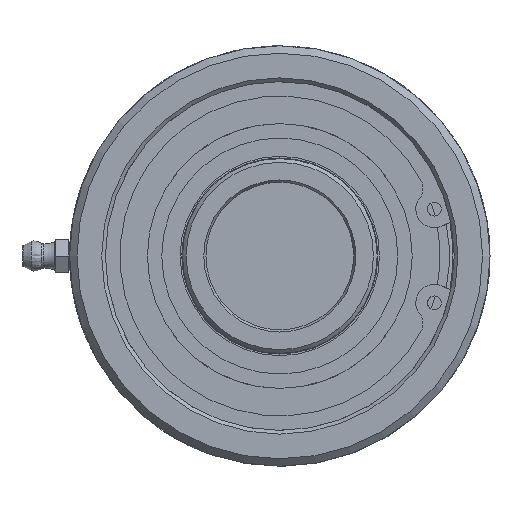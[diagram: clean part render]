
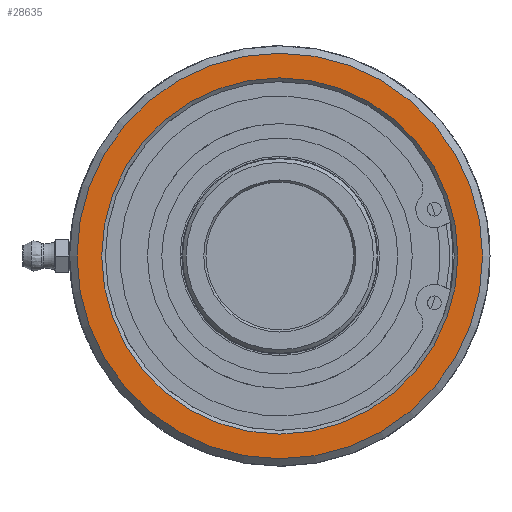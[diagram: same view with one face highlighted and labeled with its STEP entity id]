
A CAD part, left-side view. The second image highlights one B-rep face of the part: STEP entity #28635.
In plain terms, the highlighted planar face has unit normal (-1, 0, 0).
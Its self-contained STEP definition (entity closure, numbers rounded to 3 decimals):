
#232=FACE_BOUND('',#8437,.T.);
#829=PLANE('',#30275);
#6700=FACE_OUTER_BOUND('',#8436,.T.);
#8436=EDGE_LOOP('',(#26061));
#8437=EDGE_LOOP('',(#26062));
#9350=CIRCLE('',#30274,38.34);
#9351=CIRCLE('',#30276,43.65);
#13692=VERTEX_POINT('',#64689);
#13693=VERTEX_POINT('',#64693);
#17855=EDGE_CURVE('',#13692,#13692,#9350,.T.);
#17856=EDGE_CURVE('',#13693,#13693,#9351,.T.);
#26061=ORIENTED_EDGE('',*,*,#17856,.F.);
#26062=ORIENTED_EDGE('',*,*,#17855,.F.);
#28635=ADVANCED_FACE('',(#6700,#232),#829,.F.);
#30274=AXIS2_PLACEMENT_3D('',#64691,#35206,#35207);
#30275=AXIS2_PLACEMENT_3D('',#64692,#35208,#35209);
#30276=AXIS2_PLACEMENT_3D('',#64694,#35210,#35211);
#35206=DIRECTION('center_axis',(-1.,0.,0.));
#35207=DIRECTION('ref_axis',(0.,-1.,0.));
#35208=DIRECTION('center_axis',(1.,0.,0.));
#35209=DIRECTION('ref_axis',(0.,0.,-1.));
#35210=DIRECTION('center_axis',(1.,0.,0.));
#35211=DIRECTION('ref_axis',(0.,1.,0.));
#64689=CARTESIAN_POINT('',(-6.8,38.34,0.));
#64691=CARTESIAN_POINT('Origin',(-6.8,0.,0.));
#64692=CARTESIAN_POINT('Origin',(-6.8,47.988,0.));
#64693=CARTESIAN_POINT('',(-6.8,-43.65,0.));
#64694=CARTESIAN_POINT('Origin',(-6.8,0.,0.));
